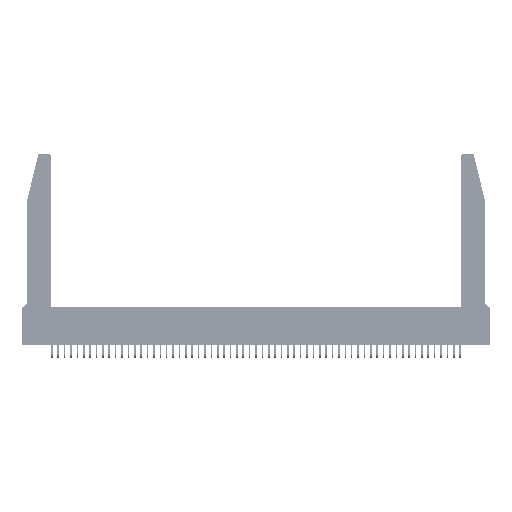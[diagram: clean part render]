
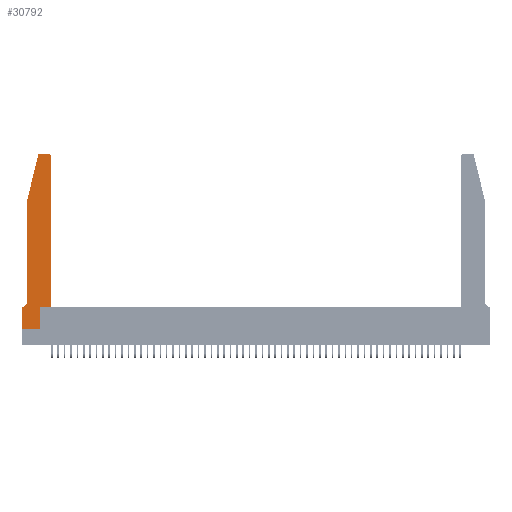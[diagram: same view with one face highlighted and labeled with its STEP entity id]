
A CAD part, top view. The second image highlights one B-rep face of the part: STEP entity #30792.
In plain terms, the highlighted planar face has unit normal (0, 0, 1).
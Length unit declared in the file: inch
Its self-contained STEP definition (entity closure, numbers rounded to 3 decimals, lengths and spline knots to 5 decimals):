
#745 = CARTESIAN_POINT ( 'NONE',  ( 0.4205, 2.72, 0.37 ) ) ;
#1311 = DIRECTION ( 'NONE',  ( -0.239, -0.971, 0. ) ) ;
#2713 = CIRCLE ( 'NONE', #48983, 0.03 ) ;
#4415 = DIRECTION ( 'NONE',  ( 1., 0., 0. ) ) ;
#4506 = CARTESIAN_POINT ( 'NONE',  ( 0.25487, 2.72718, 0.37 ) ) ;
#4822 = CARTESIAN_POINT ( 'NONE',  ( 0.284, 2.72, 0.37 ) ) ;
#5348 = CARTESIAN_POINT ( 'NONE',  ( 0.4205, 2.75, 0.37 ) ) ;
#6150 = EDGE_CURVE ( 'NONE', #40165, #29125, #19273, .T. ) ;
#6302 = DIRECTION ( 'NONE',  ( 0., -1., 0. ) ) ;
#6462 = VERTEX_POINT ( 'NONE', #9296 ) ;
#6536 = DIRECTION ( 'NONE',  ( -1., 0., 0. ) ) ;
#7495 = LINE ( 'NONE', #26638, #39701 ) ;
#7982 = VECTOR ( 'NONE', #4415, 39.37008 ) ;
#9296 = CARTESIAN_POINT ( 'NONE',  ( 0., 0., 0.37 ) ) ;
#9733 = CARTESIAN_POINT ( 'NONE',  ( 0.284, 2.75, 0.37 ) ) ;
#9922 = LINE ( 'NONE', #20750, #51325 ) ;
#10536 = CARTESIAN_POINT ( 'NONE',  ( 0., 0.35, 0.37 ) ) ;
#10564 = CARTESIAN_POINT ( 'NONE',  ( 0.0055, 0.42, 0.37 ) ) ;
#10723 = CARTESIAN_POINT ( 'NONE',  ( 0.0755, 0.42, 0.37 ) ) ;
#10758 = ORIENTED_EDGE ( 'NONE', *, *, #17005, .T. ) ;
#10879 = AXIS2_PLACEMENT_3D ( 'NONE', #10564, #52244, #6536 ) ;
#11017 = EDGE_CURVE ( 'NONE', #16234, #54208, #21458, .T. ) ;
#11219 = LINE ( 'NONE', #51925, #7982 ) ;
#11826 = ORIENTED_EDGE ( 'NONE', *, *, #20385, .T. ) ;
#13186 = DIRECTION ( 'NONE',  ( 0., -1., 0. ) ) ;
#13220 = DIRECTION ( 'NONE',  ( 1., 0., 0. ) ) ;
#14363 = EDGE_CURVE ( 'NONE', #52950, #14592, #39211, .T. ) ;
#14552 = VECTOR ( 'NONE', #13186, 39.37008 ) ;
#14592 = VERTEX_POINT ( 'NONE', #45667 ) ;
#14927 = DIRECTION ( 'NONE',  ( 1., 0., 0. ) ) ;
#15106 = LINE ( 'NONE', #21081, #23036 ) ;
#15130 = ORIENTED_EDGE ( 'NONE', *, *, #14363, .T. ) ;
#15564 = CARTESIAN_POINT ( 'NONE',  ( 0.0055, 0.35, 0.37 ) ) ;
#16149 = VERTEX_POINT ( 'NONE', #5348 ) ;
#16234 = VERTEX_POINT ( 'NONE', #15564 ) ;
#16971 = VERTEX_POINT ( 'NONE', #9733 ) ;
#17005 = EDGE_CURVE ( 'NONE', #16149, #16971, #7495, .T. ) ;
#17492 = DIRECTION ( 'NONE',  ( -1., 0., 0. ) ) ;
#17852 = EDGE_CURVE ( 'NONE', #21319, #16234, #35637, .T. ) ;
#18688 = EDGE_LOOP ( 'NONE', ( #10758, #39711, #15130, #36488, #26803, #24981, #48888, #11826, #44471, #52467, #49553, #38029 ) ) ;
#19273 = LINE ( 'NONE', #19482, #44274 ) ;
#19482 = CARTESIAN_POINT ( 'NONE',  ( 0.4505, 0.35, 0.37 ) ) ;
#20352 = EDGE_CURVE ( 'NONE', #29125, #32514, #9922, .T. ) ;
#20385 = EDGE_CURVE ( 'NONE', #6462, #31951, #11219, .T. ) ;
#20510 = VECTOR ( 'NONE', #6302, 39.37008 ) ;
#20750 = CARTESIAN_POINT ( 'NONE',  ( 0.4505, 0.35, 0.37 ) ) ;
#20864 = EDGE_CURVE ( 'NONE', #31951, #40165, #15106, .T. ) ;
#21081 = CARTESIAN_POINT ( 'NONE',  ( 0.2865, 0.35, 0.37 ) ) ;
#21319 = VERTEX_POINT ( 'NONE', #10723 ) ;
#21458 = LINE ( 'NONE', #25778, #25414 ) ;
#21497 = DIRECTION ( 'NONE',  ( 0., 0., 1. ) ) ;
#22445 = CARTESIAN_POINT ( 'NONE',  ( 0., 0., 0.37 ) ) ;
#22947 = CARTESIAN_POINT ( 'NONE',  ( 0.0755, 2., 0.37 ) ) ;
#23036 = VECTOR ( 'NONE', #53888, 39.37008 ) ;
#23734 = LINE ( 'NONE', #37579, #14552 ) ;
#24981 = ORIENTED_EDGE ( 'NONE', *, *, #11017, .T. ) ;
#24996 = CARTESIAN_POINT ( 'NONE',  ( 0., 0.35, 0.37 ) ) ;
#25414 = VECTOR ( 'NONE', #17492, 39.37008 ) ;
#25567 = AXIS2_PLACEMENT_3D ( 'NONE', #10536, #31293, #14927 ) ;
#25778 = CARTESIAN_POINT ( 'NONE',  ( 0.0755, 0.35, 0.37 ) ) ;
#25881 = AXIS2_PLACEMENT_3D ( 'NONE', #745, #21497, #13220 ) ;
#26638 = CARTESIAN_POINT ( 'NONE',  ( 0.2605, 2.75, 0.37 ) ) ;
#26803 = ORIENTED_EDGE ( 'NONE', *, *, #17852, .T. ) ;
#27939 = CIRCLE ( 'NONE', #25881, 0.03 ) ;
#29125 = VERTEX_POINT ( 'NONE', #33834 ) ;
#30792 = ADVANCED_FACE ( 'NONE', ( #31500 ), #31810, .T. ) ;
#31293 = DIRECTION ( 'NONE',  ( 0., 0., 1. ) ) ;
#31500 = FACE_OUTER_BOUND ( 'NONE', #18688, .T. ) ;
#31810 = PLANE ( 'NONE',  #25567 ) ;
#31951 = VERTEX_POINT ( 'NONE', #48047 ) ;
#32324 = CARTESIAN_POINT ( 'NONE',  ( 0.2865, 0.35, 0.37 ) ) ;
#32514 = VERTEX_POINT ( 'NONE', #51573 ) ;
#33834 = CARTESIAN_POINT ( 'NONE',  ( 0.4505, 0.35, 0.37 ) ) ;
#34171 = DIRECTION ( 'NONE',  ( 0., 0., 1. ) ) ;
#35637 = CIRCLE ( 'NONE', #10879, 0.07 ) ;
#36488 = ORIENTED_EDGE ( 'NONE', *, *, #49440, .T. ) ;
#37579 = CARTESIAN_POINT ( 'NONE',  ( 0.0755, 2., 0.37 ) ) ;
#38029 = ORIENTED_EDGE ( 'NONE', *, *, #41058, .T. ) ;
#38909 = DIRECTION ( 'NONE',  ( -1., 0., 0. ) ) ;
#39211 = LINE ( 'NONE', #22947, #45796 ) ;
#39701 = VECTOR ( 'NONE', #38909, 39.37008 ) ;
#39711 = ORIENTED_EDGE ( 'NONE', *, *, #51715, .T. ) ;
#40165 = VERTEX_POINT ( 'NONE', #32324 ) ;
#41058 = EDGE_CURVE ( 'NONE', #32514, #16149, #27939, .T. ) ;
#44274 = VECTOR ( 'NONE', #53056, 39.37008 ) ;
#44471 = ORIENTED_EDGE ( 'NONE', *, *, #20864, .T. ) ;
#45667 = CARTESIAN_POINT ( 'NONE',  ( 0.0755, 2., 0.37 ) ) ;
#45796 = VECTOR ( 'NONE', #1311, 39.37008 ) ;
#46062 = DIRECTION ( 'NONE',  ( 0., 1., 0. ) ) ;
#46161 = LINE ( 'NONE', #22445, #20510 ) ;
#46824 = DIRECTION ( 'NONE',  ( 1., 0., 0. ) ) ;
#48047 = CARTESIAN_POINT ( 'NONE',  ( 0.2865, 0., 0.37 ) ) ;
#48888 = ORIENTED_EDGE ( 'NONE', *, *, #53692, .T. ) ;
#48983 = AXIS2_PLACEMENT_3D ( 'NONE', #4822, #34171, #46824 ) ;
#49440 = EDGE_CURVE ( 'NONE', #14592, #21319, #23734, .T. ) ;
#49553 = ORIENTED_EDGE ( 'NONE', *, *, #20352, .T. ) ;
#51325 = VECTOR ( 'NONE', #46062, 39.37008 ) ;
#51573 = CARTESIAN_POINT ( 'NONE',  ( 0.4505, 2.72, 0.37 ) ) ;
#51715 = EDGE_CURVE ( 'NONE', #16971, #52950, #2713, .T. ) ;
#51925 = CARTESIAN_POINT ( 'NONE',  ( 0., 0., 0.37 ) ) ;
#52244 = DIRECTION ( 'NONE',  ( 0., 0., -1. ) ) ;
#52467 = ORIENTED_EDGE ( 'NONE', *, *, #6150, .T. ) ;
#52950 = VERTEX_POINT ( 'NONE', #4506 ) ;
#53056 = DIRECTION ( 'NONE',  ( 1., 0., 0. ) ) ;
#53692 = EDGE_CURVE ( 'NONE', #54208, #6462, #46161, .T. ) ;
#53888 = DIRECTION ( 'NONE',  ( 0., 1., 0. ) ) ;
#54208 = VERTEX_POINT ( 'NONE', #24996 ) ;
